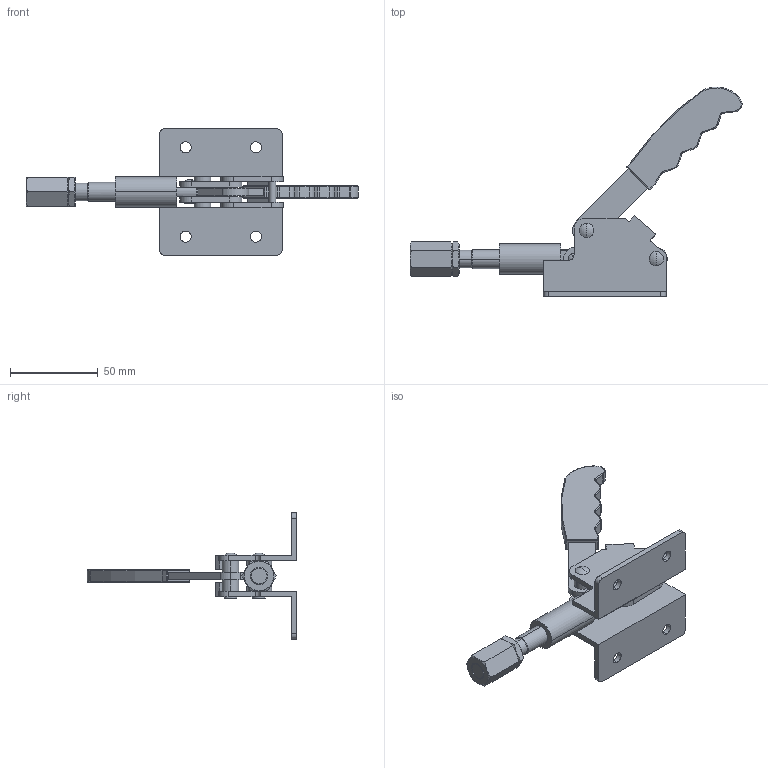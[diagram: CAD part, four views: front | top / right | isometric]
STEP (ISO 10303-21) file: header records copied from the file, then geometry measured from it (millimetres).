
FILE_DESCRIPTION (( 'STEP AP214' ), '1' );
FILE_NAME ('GH-302-AM(Â²¤Æ).STEP', '2020-07-06T03:52:24', ( 'LinWei' ), ( '' ), 'SwSTEP 2.0', 'SolidWorks 2016', '' );
FILE_SCHEMA (( 'AUTOMOTIVE_DESIGN' ));
Length unit declared in the file: millimetre
Products named in the file (7): 1302DM03S45-1^GH-302-AM(簡化); 4302DM33-1^GH-302-AM(簡化); Group6^GH-302-AM(簡化); Group4^GH-302-AM(簡化); Group3^GH-302-AM(簡化); Group2^GH-302-AM(簡化); GH-302-AM(簡化)
Assembly tree (6 placements, depth 2):
  GH-302-AM(簡化)
    Group2^GH-302-AM(簡化)
    Group3^GH-302-AM(簡化)
    Group4^GH-302-AM(簡化)
    Group6^GH-302-AM(簡化)
    4302DM33-1^GH-302-AM(簡化)
    1302DM03S45-1^GH-302-AM(簡化)
Bounding box: 189.28 x 119.53 x 72 mm (x, y, z)
Volume: 64925.5 mm3; surface area: 41311.7 mm2
Topology: 8 solids, 8 shells, 290 faces, 706 edges, 449 vertices
Faces by surface type: cylinder 133, plane 107, torus 26, cone 14, sphere 10
Entity records: 9432 total; most frequent: CARTESIAN_POINT 1786, DIRECTION 1560, ORIENTED_EDGE 1404, EDGE_CURVE 702, AXIS2_PLACEMENT_3D 609, VERTEX_POINT 447, VECTOR 342, LINE 342
